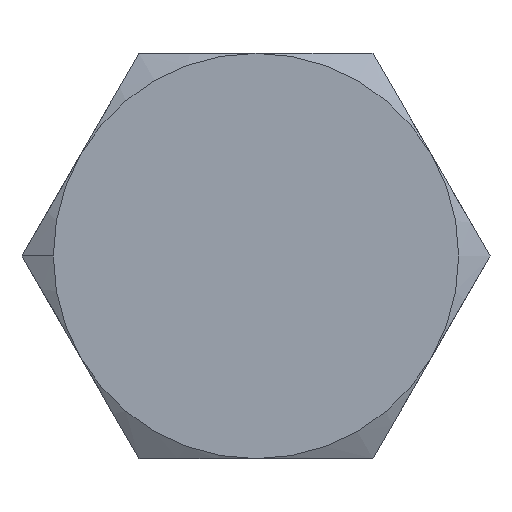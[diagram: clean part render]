
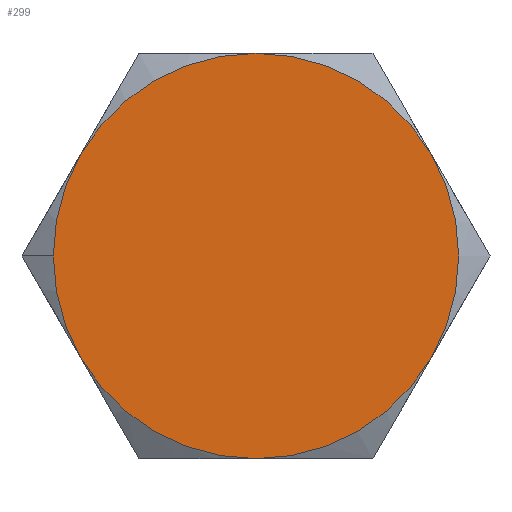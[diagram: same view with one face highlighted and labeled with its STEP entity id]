
A CAD part, front view. The second image highlights one B-rep face of the part: STEP entity #299.
In plain terms, the highlighted planar face has unit normal (0, -1, 0).
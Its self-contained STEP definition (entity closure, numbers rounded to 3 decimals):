
#9 = DIRECTION ( 'NONE',  ( 0., 0., 1. ) ) ;
#14 = CIRCLE ( 'NONE', #547, 8.5 ) ;
#51 = CARTESIAN_POINT ( 'NONE',  ( 124.778, -152.535, 9.8 ) ) ;
#79 = DIRECTION ( 'NONE',  ( 0., -1., 0. ) ) ;
#87 = DIRECTION ( 'NONE',  ( -1., 0., 0. ) ) ;
#89 = CIRCLE ( 'NONE', #236, 8.5 ) ;
#98 = CARTESIAN_POINT ( 'NONE',  ( 120.361, -152.535, 24.25 ) ) ;
#101 = DIRECTION ( 'NONE',  ( 0., 1., 0. ) ) ;
#104 = ORIENTED_EDGE ( 'NONE', *, *, #493, .T. ) ;
#110 = DIRECTION ( 'NONE',  ( 0., 0., 1. ) ) ;
#118 = DIRECTION ( 'NONE',  ( -1., 0., 0. ) ) ;
#120 = CARTESIAN_POINT ( 'NONE',  ( 113., -152.535, 20. ) ) ;
#123 = CARTESIAN_POINT ( 'NONE',  ( 113., -152.535, 20. ) ) ;
#125 = EDGE_CURVE ( 'NONE', #134, #282, #248, .T. ) ;
#126 = CARTESIAN_POINT ( 'NONE',  ( 113., -152.535, 20. ) ) ;
#130 = CARTESIAN_POINT ( 'NONE',  ( 113., -152.535, 20. ) ) ;
#134 = VERTEX_POINT ( 'NONE', #170 ) ;
#141 = AXIS2_PLACEMENT_3D ( 'NONE', #120, #423, #339 ) ;
#144 = DIRECTION ( 'NONE',  ( -1., 0., 0. ) ) ;
#150 = CARTESIAN_POINT ( 'NONE',  ( 113., -152.535, 20. ) ) ;
#164 = CARTESIAN_POINT ( 'NONE',  ( 105.639, -152.535, 24.25 ) ) ;
#166 = CIRCLE ( 'NONE', #373, 8.5 ) ;
#170 = CARTESIAN_POINT ( 'NONE',  ( 120.361, -152.535, 15.75 ) ) ;
#179 = DIRECTION ( 'NONE',  ( 0., -1., 0. ) ) ;
#192 = CARTESIAN_POINT ( 'NONE',  ( 113., -152.535, 28.5 ) ) ;
#200 = ORIENTED_EDGE ( 'NONE', *, *, #360, .T. ) ;
#205 = VERTEX_POINT ( 'NONE', #252 ) ;
#221 = EDGE_CURVE ( 'NONE', #205, #353, #89, .T. ) ;
#231 = DIRECTION ( 'NONE',  ( 0., -1., 0. ) ) ;
#236 = AXIS2_PLACEMENT_3D ( 'NONE', #333, #79, #553 ) ;
#237 = VERTEX_POINT ( 'NONE', #164 ) ;
#248 = CIRCLE ( 'NONE', #439, 8.5 ) ;
#252 = CARTESIAN_POINT ( 'NONE',  ( 105.639, -152.535, 15.75 ) ) ;
#256 = DIRECTION ( 'NONE',  ( 0., -1., 0. ) ) ;
#259 = DIRECTION ( 'NONE',  ( 0., -1., 0. ) ) ;
#282 = VERTEX_POINT ( 'NONE', #98 ) ;
#299 = ADVANCED_FACE ( 'NONE', ( #531 ), #524, .F. ) ;
#304 = DIRECTION ( 'NONE',  ( 0., 0., 1. ) ) ;
#320 = CIRCLE ( 'NONE', #340, 8.5 ) ;
#333 = CARTESIAN_POINT ( 'NONE',  ( 113., -152.535, 20. ) ) ;
#339 = DIRECTION ( 'NONE',  ( -1., 0., 0. ) ) ;
#340 = AXIS2_PLACEMENT_3D ( 'NONE', #126, #256, #87 ) ;
#346 = ORIENTED_EDGE ( 'NONE', *, *, #221, .T. ) ;
#353 = VERTEX_POINT ( 'NONE', #519 ) ;
#360 = EDGE_CURVE ( 'NONE', #282, #469, #420, .T. ) ;
#368 = ORIENTED_EDGE ( 'NONE', *, *, #125, .T. ) ;
#373 = AXIS2_PLACEMENT_3D ( 'NONE', #538, #534, #110 ) ;
#387 = ORIENTED_EDGE ( 'NONE', *, *, #513, .T. ) ;
#417 = ORIENTED_EDGE ( 'NONE', *, *, #431, .T. ) ;
#420 = CIRCLE ( 'NONE', #530, 8.5 ) ;
#423 = DIRECTION ( 'NONE',  ( 0., -1., 0. ) ) ;
#425 = VERTEX_POINT ( 'NONE', #455 ) ;
#431 = EDGE_CURVE ( 'NONE', #469, #237, #166, .T. ) ;
#439 = AXIS2_PLACEMENT_3D ( 'NONE', #123, #259, #118 ) ;
#455 = CARTESIAN_POINT ( 'NONE',  ( 104.5, -152.535, 20. ) ) ;
#469 = VERTEX_POINT ( 'NONE', #192 ) ;
#482 = CIRCLE ( 'NONE', #141, 8.5 ) ;
#492 = AXIS2_PLACEMENT_3D ( 'NONE', #51, #101, #9 ) ;
#493 = EDGE_CURVE ( 'NONE', #353, #134, #14, .T. ) ;
#502 = EDGE_LOOP ( 'NONE', ( #200, #417, #387, #504, #346, #104, #368 ) ) ;
#504 = ORIENTED_EDGE ( 'NONE', *, *, #518, .T. ) ;
#513 = EDGE_CURVE ( 'NONE', #237, #425, #482, .T. ) ;
#518 = EDGE_CURVE ( 'NONE', #425, #205, #320, .T. ) ;
#519 = CARTESIAN_POINT ( 'NONE',  ( 113., -152.535, 11.5 ) ) ;
#524 = PLANE ( 'NONE',  #492 ) ;
#530 = AXIS2_PLACEMENT_3D ( 'NONE', #130, #179, #304 ) ;
#531 = FACE_OUTER_BOUND ( 'NONE', #502, .T. ) ;
#534 = DIRECTION ( 'NONE',  ( 0., -1., 0. ) ) ;
#538 = CARTESIAN_POINT ( 'NONE',  ( 113., -152.535, 20. ) ) ;
#547 = AXIS2_PLACEMENT_3D ( 'NONE', #150, #231, #144 ) ;
#553 = DIRECTION ( 'NONE',  ( 0., 0., 1. ) ) ;
